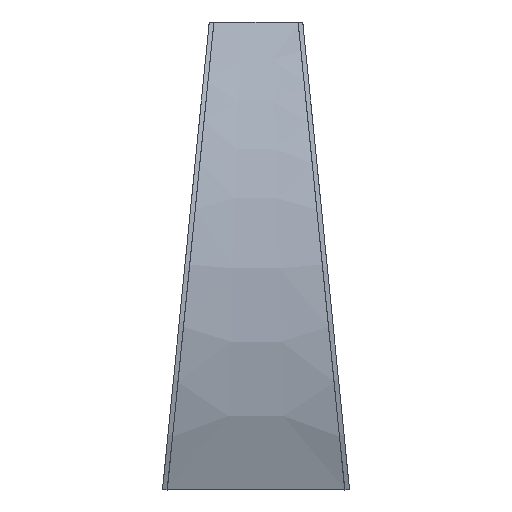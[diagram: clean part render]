
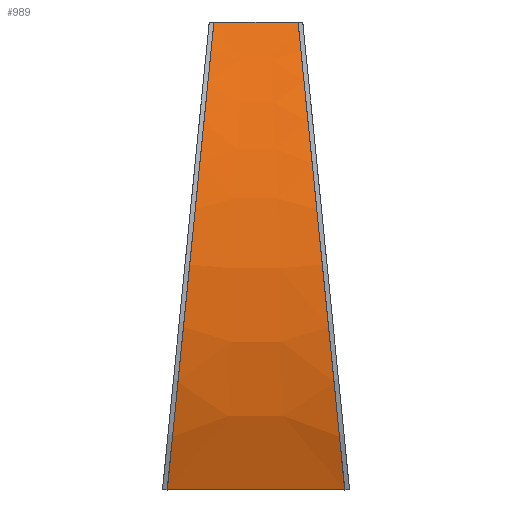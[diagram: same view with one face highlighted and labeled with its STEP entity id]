
A CAD part, left-side view. The second image highlights one B-rep face of the part: STEP entity #989.
In plain terms, the highlighted free-form (B-spline) face has degree [3, 3] with [4, 6] control points.
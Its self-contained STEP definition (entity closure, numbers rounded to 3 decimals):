
#893=CARTESIAN_POINT('',(-10.,9.48,0.0));
#894=CARTESIAN_POINT('',(-10.,3.16,0.));
#895=CARTESIAN_POINT('',(-10.,-3.16,0.));
#896=CARTESIAN_POINT('',(-10.,-9.48,0.));
#897=CARTESIAN_POINT('',(-11.981,9.028,5.158));
#898=CARTESIAN_POINT('',(-11.981,3.009,5.158));
#899=CARTESIAN_POINT('',(-11.981,-3.009,5.158));
#900=CARTESIAN_POINT('',(-11.981,-9.028,5.158));
#901=CARTESIAN_POINT('',(-14.103,8.125,15.902));
#902=CARTESIAN_POINT('',(-14.103,2.708,15.902));
#903=CARTESIAN_POINT('',(-14.103,-2.708,15.902));
#904=CARTESIAN_POINT('',(-14.103,-8.125,15.902));
#905=CARTESIAN_POINT('',(-11.617,6.545,34.106));
#906=CARTESIAN_POINT('',(-11.617,2.182,34.106));
#907=CARTESIAN_POINT('',(-11.617,-2.182,34.106));
#908=CARTESIAN_POINT('',(-11.617,-6.545,34.106));
#909=CARTESIAN_POINT('',(-5.039,5.417,44.902));
#910=CARTESIAN_POINT('',(-5.039,1.806,44.902));
#911=CARTESIAN_POINT('',(-5.039,-1.806,44.902));
#912=CARTESIAN_POINT('',(-5.039,-5.417,44.902));
#913=CARTESIAN_POINT('',(0.,4.74,50.));
#914=CARTESIAN_POINT('',(0.,1.58,50.));
#915=CARTESIAN_POINT('',(0.,-1.58,50.));
#916=CARTESIAN_POINT('',(0.,-4.74,50.));
#917=B_SPLINE_SURFACE_WITH_KNOTS('',3,3,((#893,#897,#901,#905,#909,#913),(#894,#898,#902,#906,#910,#914),(#895,#899,#903,#907,#911,#915),(#896,#900,#904,#908,#912,#916)),.UNSPECIFIED.,.F.,.F.,.F.,(4,4),(4,1,1,4),(0.026,0.974),(0.,0.286,0.571,1.0),.UNSPECIFIED.);
#918=CARTESIAN_POINT('',(-10.,9.48,0.));
#919=VERTEX_POINT('',#918);
#920=CARTESIAN_POINT('',(-13.245,7.758,17.397));
#921=VERTEX_POINT('',#920);
#922=CARTESIAN_POINT('',(-10.,9.48,0.));
#923=CARTESIAN_POINT('',(-11.033,9.213,2.688));
#924=CARTESIAN_POINT('',(-11.826,8.939,5.461));
#925=CARTESIAN_POINT('',(-12.371,8.659,8.291));
#926=CARTESIAN_POINT('',(-12.388,8.65,8.378));
#927=CARTESIAN_POINT('',(-12.404,8.642,8.465));
#928=CARTESIAN_POINT('',(-12.421,8.633,8.553));
#929=CARTESIAN_POINT('',(-12.87,8.395,10.955));
#930=CARTESIAN_POINT('',(-13.137,8.155,13.384));
#931=CARTESIAN_POINT('',(-13.217,7.914,15.816));
#932=CARTESIAN_POINT('',(-13.235,7.862,16.343));
#933=CARTESIAN_POINT('',(-13.244,7.81,16.869));
#934=CARTESIAN_POINT('',(-13.244,7.758,17.395));
#935=B_SPLINE_CURVE_WITH_KNOTS('',3,(#922,#923,#924,#925,#926,#927,#928,#929,#930,#931,#932,#933,#934),.UNSPECIFIED.,.F.,.U.,(4,3,3,3,4),(-3.892,-3.024,-2.997,-2.261,-2.102),.UNSPECIFIED.);
#936=EDGE_CURVE('',#919,#921,#935,.T.);
#937=ORIENTED_EDGE('',*,*,#936,.F.);
#938=CARTESIAN_POINT('',(-10.,-9.48,0.));
#939=VERTEX_POINT('',#938);
#940=CARTESIAN_POINT('',(-10.,9.48,0.0));
#941=DIRECTION('',(0.0,-1.0,0.0));
#942=VECTOR('',#941,18.959);
#943=LINE('',#940,#942);
#944=EDGE_CURVE('',#919,#939,#943,.T.);
#945=ORIENTED_EDGE('',*,*,#944,.T.);
#946=CARTESIAN_POINT('',(-13.245,-7.758,17.397));
#947=VERTEX_POINT('',#946);
#948=CARTESIAN_POINT('',(-13.245,-7.758,17.397));
#949=CARTESIAN_POINT('',(-13.245,-8.346,11.454));
#950=CARTESIAN_POINT('',(-12.136,-8.929,5.559));
#951=CARTESIAN_POINT('',(-10.,-9.48,0.));
#952=B_SPLINE_CURVE_WITH_KNOTS('',3,(#948,#949,#950,#951),.UNSPECIFIED.,.F.,.U.,(4,4),(-1.776,0.0),.UNSPECIFIED.);
#953=EDGE_CURVE('',#947,#939,#952,.T.);
#954=ORIENTED_EDGE('',*,*,#953,.F.);
#955=CARTESIAN_POINT('',(0.,-4.498,50.));
#956=VERTEX_POINT('',#955);
#957=CARTESIAN_POINT('',(-13.245,-7.758,17.397));
#958=CARTESIAN_POINT('',(-13.245,-7.241,22.566));
#959=CARTESIAN_POINT('',(-11.843,-6.384,31.138));
#960=CARTESIAN_POINT('',(-6.681,-5.286,42.119));
#961=CARTESIAN_POINT('',(-2.426,-4.743,47.545));
#962=CARTESIAN_POINT('',(0.,-4.498,50.));
#963=B_SPLINE_CURVE_WITH_KNOTS('',3,(#957,#958,#959,#960,#961,#962),.UNSPECIFIED.,.F.,.U.,(4,1,1,4),(-3.633,-2.076,-1.038,0.0),.UNSPECIFIED.);
#964=EDGE_CURVE('',#947,#956,#963,.T.);
#965=ORIENTED_EDGE('',*,*,#964,.T.);
#966=CARTESIAN_POINT('',(0.,4.498,50.));
#967=VERTEX_POINT('',#966);
#968=CARTESIAN_POINT('',(0.,4.498,50.));
#969=DIRECTION('',(0.0,-1.0,0.0));
#970=VECTOR('',#969,8.995);
#971=LINE('',#968,#970);
#972=EDGE_CURVE('',#967,#956,#971,.T.);
#973=ORIENTED_EDGE('',*,*,#972,.F.);
#974=CARTESIAN_POINT('',(-13.245,7.758,17.397));
#975=CARTESIAN_POINT('',(-13.245,7.241,22.566));
#976=CARTESIAN_POINT('',(-12.403,6.727,27.709));
#977=CARTESIAN_POINT('',(-10.739,6.238,32.59));
#978=CARTESIAN_POINT('',(-9.63,5.913,35.844));
#979=CARTESIAN_POINT('',(-8.155,5.599,38.982));
#980=CARTESIAN_POINT('',(-6.354,5.307,41.907));
#981=CARTESIAN_POINT('',(-4.553,5.014,44.832));
#982=CARTESIAN_POINT('',(-2.426,4.743,47.545));
#983=CARTESIAN_POINT('',(0.,4.498,50.));
#984=B_SPLINE_CURVE_WITH_KNOTS('',3,(#974,#975,#976,#977,#978,#979,#980,#981,#982,#983),.UNSPECIFIED.,.F.,.U.,(4,3,3,4),(-4.105,-2.546,-1.506,-0.466),.UNSPECIFIED.);
#985=EDGE_CURVE('',#921,#967,#984,.T.);
#986=ORIENTED_EDGE('',*,*,#985,.F.);
#987=EDGE_LOOP('',(#937,#945,#954,#965,#973,#986));
#988=FACE_OUTER_BOUND('',#987,.T.);
#989=ADVANCED_FACE('',(#988),#917,.T.);
